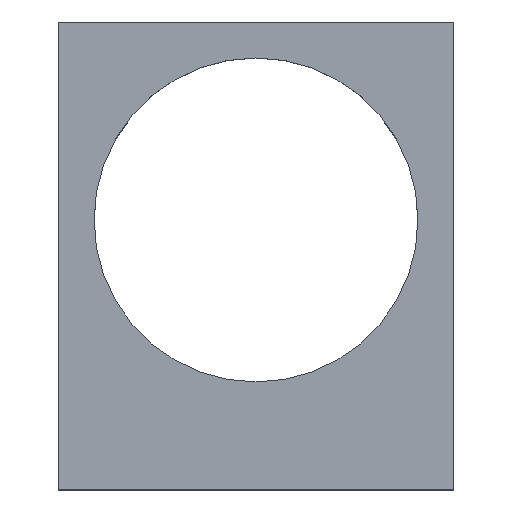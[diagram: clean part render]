
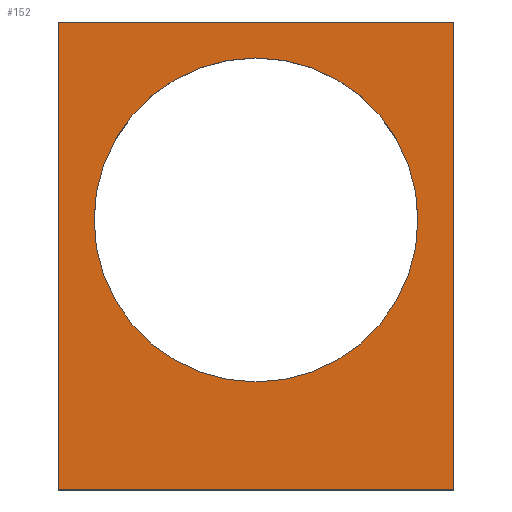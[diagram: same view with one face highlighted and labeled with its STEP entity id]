
A CAD part, top view. The second image highlights one B-rep face of the part: STEP entity #152.
In plain terms, the highlighted planar face has unit normal (0, 0, 1).
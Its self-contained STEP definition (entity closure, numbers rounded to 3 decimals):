
#16=FACE_BOUND('',#42,.T.);
#22=PLANE('',#179);
#31=FACE_OUTER_BOUND('',#41,.T.);
#41=EDGE_LOOP('',(#130,#131,#132,#133));
#42=EDGE_LOOP('',(#134));
#49=LINE('',#243,#63);
#57=LINE('',#258,#71);
#58=LINE('',#260,#72);
#59=LINE('',#261,#73);
#63=VECTOR('',#203,10.);
#71=VECTOR('',#215,10.);
#72=VECTOR('',#218,10.);
#73=VECTOR('',#219,10.);
#76=CIRCLE('',#174,18.);
#80=VERTEX_POINT('',#233);
#82=VERTEX_POINT('',#239);
#84=VERTEX_POINT('',#242);
#88=VERTEX_POINT('',#254);
#89=VERTEX_POINT('',#256);
#93=EDGE_CURVE('',#80,#80,#76,.T.);
#97=EDGE_CURVE('',#82,#84,#49,.T.);
#105=EDGE_CURVE('',#88,#89,#57,.T.);
#106=EDGE_CURVE('',#88,#82,#58,.T.);
#107=EDGE_CURVE('',#84,#89,#59,.T.);
#130=ORIENTED_EDGE('',*,*,#106,.F.);
#131=ORIENTED_EDGE('',*,*,#105,.T.);
#132=ORIENTED_EDGE('',*,*,#107,.F.);
#133=ORIENTED_EDGE('',*,*,#97,.F.);
#134=ORIENTED_EDGE('',*,*,#93,.T.);
#152=ADVANCED_FACE('',(#31,#16),#22,.T.);
#174=AXIS2_PLACEMENT_3D('',#234,#195,#196);
#179=AXIS2_PLACEMENT_3D('',#259,#216,#217);
#195=DIRECTION('center_axis',(0.,0.,-1.));
#196=DIRECTION('ref_axis',(1.,0.,0.));
#203=DIRECTION('',(0.,1.,0.));
#215=DIRECTION('',(0.,1.,0.));
#216=DIRECTION('center_axis',(0.,0.,1.));
#217=DIRECTION('ref_axis',(1.,0.,0.));
#218=DIRECTION('',(-1.,0.,0.));
#219=DIRECTION('',(1.,0.,0.));
#233=CARTESIAN_POINT('',(4.,30.,8.));
#234=CARTESIAN_POINT('Origin',(22.,30.,8.));
#239=CARTESIAN_POINT('',(0.,0.,8.));
#242=CARTESIAN_POINT('',(0.,52.,8.));
#243=CARTESIAN_POINT('',(0.,0.,8.));
#254=CARTESIAN_POINT('',(44.,0.,8.));
#256=CARTESIAN_POINT('',(44.,52.,8.));
#258=CARTESIAN_POINT('',(44.,0.,8.));
#259=CARTESIAN_POINT('Origin',(0.,0.,8.));
#260=CARTESIAN_POINT('',(44.,0.,8.));
#261=CARTESIAN_POINT('',(44.,52.,8.));
